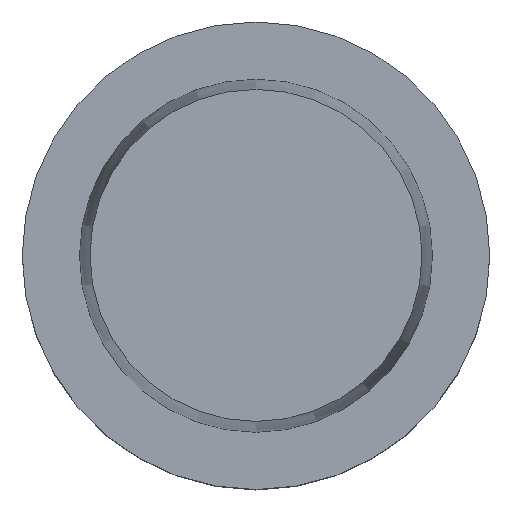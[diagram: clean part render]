
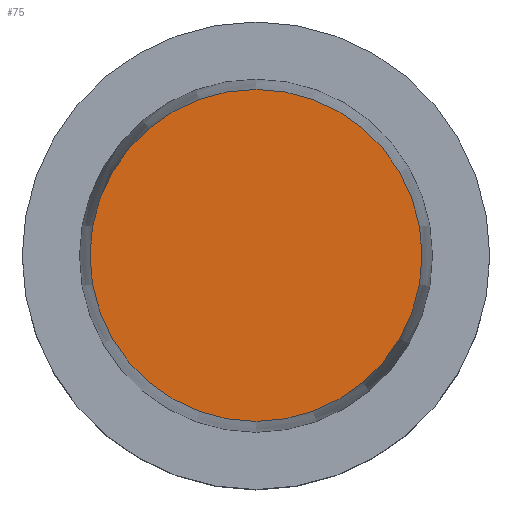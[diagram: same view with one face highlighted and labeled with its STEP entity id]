
A CAD part, top view. The second image highlights one B-rep face of the part: STEP entity #75.
In plain terms, the highlighted planar face has unit normal (0, 0, 1).
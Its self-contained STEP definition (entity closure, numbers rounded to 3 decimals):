
#75=ADVANCED_FACE('',(#94),#95,.T.);
#94=FACE_OUTER_BOUND('',#146,.T.);
#95=PLANE('',#147);
#146=EDGE_LOOP('',(#198));
#147=AXIS2_PLACEMENT_3D('',#199,#200,#201);
#198=ORIENTED_EDGE('',*,*,#286,.T.);
#199=CARTESIAN_POINT('',(0.,7.1,20.0));
#200=DIRECTION('',(0.,0.,1.0));
#201=DIRECTION('',(0.,1.0,0.));
#286=EDGE_CURVE('',#303,#303,#304,.T.);
#303=VERTEX_POINT('',#337);
#304=CIRCLE('',#338,14.2);
#337=CARTESIAN_POINT('',(0.,14.2,20.0));
#338=AXIS2_PLACEMENT_3D('',#371,#372,#373);
#371=CARTESIAN_POINT('',(0.,0.,20.0));
#372=DIRECTION('',(0.,0.,1.0));
#373=DIRECTION('',(0.,1.0,0.));
